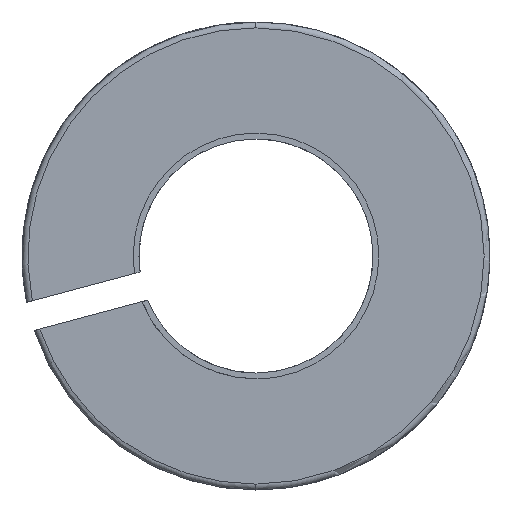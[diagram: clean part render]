
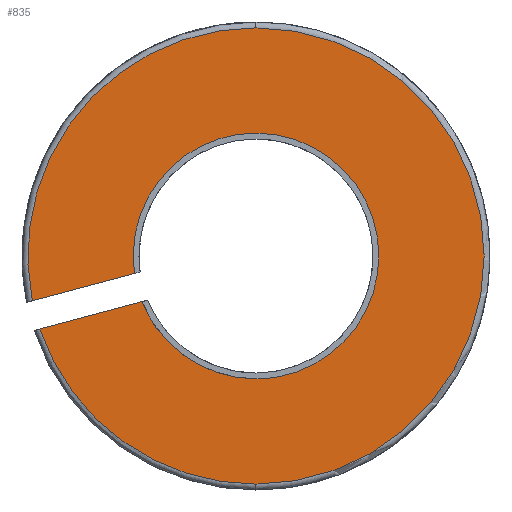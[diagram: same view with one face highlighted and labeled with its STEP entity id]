
A CAD part, left-side view. The second image highlights one B-rep face of the part: STEP entity #835.
In plain terms, the highlighted planar face has unit normal (-1, 0, 0).
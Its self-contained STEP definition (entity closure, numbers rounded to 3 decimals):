
#274=AXIS2_PLACEMENT_3D('Circle Axis2P3D',#272,#273,$) ;
#291=AXIS2_PLACEMENT_3D('Circle Axis2P3D',#289,#290,$) ;
#749=AXIS2_PLACEMENT_3D('Circle Axis2P3D',#747,#748,$) ;
#762=AXIS2_PLACEMENT_3D('Plane Axis2P3D',#759,#760,#761) ;
#262=CARTESIAN_POINT('Vertex',(0.,0.,-7.8)) ;
#269=CARTESIAN_POINT('Vertex',(0.,0.,7.8)) ;
#272=CARTESIAN_POINT('Axis2P3D Location',(0.,0.,0.)) ;
#289=CARTESIAN_POINT('Axis2P3D Location',(0.,0.,0.)) ;
#293=CARTESIAN_POINT('Vertex',(0.,7.389,-2.498)) ;
#336=CARTESIAN_POINT('Line Origine',(0.,5.644,-2.03)) ;
#340=CARTESIAN_POINT('Vertex',(0.,3.899,-1.562)) ;
#611=CARTESIAN_POINT('Vertex',(0.,4.157,-0.596)) ;
#614=CARTESIAN_POINT('Line Origine',(0.,5.903,-1.064)) ;
#618=CARTESIAN_POINT('Vertex',(0.,7.648,-1.532)) ;
#747=CARTESIAN_POINT('Axis2P3D Location',(0.,0.,0.)) ;
#759=CARTESIAN_POINT('Axis2P3D Location',(0.,0.,-4.)) ;
#765=CARTESIAN_POINT('Control Point',(0.,4.157,-0.596)) ;
#766=CARTESIAN_POINT('Control Point',(0.,4.214,-0.199)) ;
#767=CARTESIAN_POINT('Control Point',(0.,4.224,0.206)) ;
#768=CARTESIAN_POINT('Control Point',(0.,4.185,0.609)) ;
#769=CARTESIAN_POINT('Control Point',(0.,4.011,1.399)) ;
#770=CARTESIAN_POINT('Control Point',(0.,3.656,2.126)) ;
#771=CARTESIAN_POINT('Control Point',(0.,3.435,2.466)) ;
#772=CARTESIAN_POINT('Control Point',(0.,2.918,3.088)) ;
#773=CARTESIAN_POINT('Control Point',(0.,2.268,3.569)) ;
#774=CARTESIAN_POINT('Control Point',(0.,1.916,3.77)) ;
#775=CARTESIAN_POINT('Control Point',(0.,1.325,4.018)) ;
#776=CARTESIAN_POINT('Control Point',(0.,0.702,4.151)) ;
#777=CARTESIAN_POINT('Control Point',(0.,0.469,4.184)) ;
#778=CARTESIAN_POINT('Control Point',(0.,0.234,4.2)) ;
#779=CARTESIAN_POINT('Control Point',(0.,0.,4.2)) ;
#780=CARTESIAN_POINT('Vertex',(0.,0.,4.2)) ;
#784=CARTESIAN_POINT('Control Point',(0.,0.,4.2)) ;
#785=CARTESIAN_POINT('Control Point',(0.,-0.402,4.2)) ;
#786=CARTESIAN_POINT('Control Point',(0.,-0.803,4.152)) ;
#787=CARTESIAN_POINT('Control Point',(0.,-1.197,4.056)) ;
#788=CARTESIAN_POINT('Control Point',(0.,-1.954,3.772)) ;
#789=CARTESIAN_POINT('Control Point',(0.,-2.623,3.317)) ;
#790=CARTESIAN_POINT('Control Point',(0.,-2.929,3.05)) ;
#791=CARTESIAN_POINT('Control Point',(0.,-3.471,2.45)) ;
#792=CARTESIAN_POINT('Control Point',(0.,-3.855,1.738)) ;
#793=CARTESIAN_POINT('Control Point',(0.,-4.004,1.361)) ;
#794=CARTESIAN_POINT('Control Point',(0.,-4.208,0.578)) ;
#795=CARTESIAN_POINT('Control Point',(0.,-4.223,-0.231)) ;
#796=CARTESIAN_POINT('Control Point',(0.,-4.181,-0.634)) ;
#797=CARTESIAN_POINT('Control Point',(0.,-4.003,-1.423)) ;
#798=CARTESIAN_POINT('Control Point',(0.,-3.643,-2.148)) ;
#799=CARTESIAN_POINT('Control Point',(0.,-3.421,-2.487)) ;
#800=CARTESIAN_POINT('Control Point',(0.,-2.899,-3.105)) ;
#801=CARTESIAN_POINT('Control Point',(0.,-2.247,-3.583)) ;
#802=CARTESIAN_POINT('Control Point',(0.,-1.893,-3.782)) ;
#803=CARTESIAN_POINT('Control Point',(0.,-1.306,-4.024)) ;
#804=CARTESIAN_POINT('Control Point',(0.,-0.687,-4.153)) ;
#805=CARTESIAN_POINT('Control Point',(0.,-0.459,-4.184)) ;
#806=CARTESIAN_POINT('Control Point',(0.,-0.229,-4.2)) ;
#807=CARTESIAN_POINT('Control Point',(0.,0.,-4.2)) ;
#808=CARTESIAN_POINT('Vertex',(0.,0.,-4.2)) ;
#812=CARTESIAN_POINT('Control Point',(0.,0.,-4.2)) ;
#813=CARTESIAN_POINT('Control Point',(0.,0.402,-4.2)) ;
#814=CARTESIAN_POINT('Control Point',(0.,0.803,-4.152)) ;
#815=CARTESIAN_POINT('Control Point',(0.,1.197,-4.056)) ;
#816=CARTESIAN_POINT('Control Point',(0.,1.954,-3.772)) ;
#817=CARTESIAN_POINT('Control Point',(0.,2.623,-3.317)) ;
#818=CARTESIAN_POINT('Control Point',(0.,2.929,-3.05)) ;
#819=CARTESIAN_POINT('Control Point',(0.,3.332,-2.603)) ;
#820=CARTESIAN_POINT('Control Point',(0.,3.648,-2.095)) ;
#821=CARTESIAN_POINT('Control Point',(0.,3.742,-1.922)) ;
#822=CARTESIAN_POINT('Control Point',(0.,3.826,-1.744)) ;
#823=CARTESIAN_POINT('Control Point',(0.,3.899,-1.562)) ;
#273=DIRECTION('Axis2P3D Direction',(-1.,0.,0.)) ;
#290=DIRECTION('Axis2P3D Direction',(-1.,0.,0.)) ;
#337=DIRECTION('Vector Direction',(0.,0.966,-0.259)) ;
#615=DIRECTION('Vector Direction',(0.,-0.966,0.259)) ;
#748=DIRECTION('Axis2P3D Direction',(-1.,0.,0.)) ;
#760=DIRECTION('Axis2P3D Direction',(-1.,0.,0.)) ;
#761=DIRECTION('Axis2P3D XDirection',(0.,1.,0.)) ;
#338=VECTOR('Line Direction',#337,1.) ;
#616=VECTOR('Line Direction',#615,1.) ;
#826=ORIENTED_EDGE('',*,*,#782,.T.) ;
#827=ORIENTED_EDGE('',*,*,#810,.T.) ;
#828=ORIENTED_EDGE('',*,*,#824,.T.) ;
#829=ORIENTED_EDGE('',*,*,#342,.T.) ;
#830=ORIENTED_EDGE('',*,*,#295,.T.) ;
#831=ORIENTED_EDGE('',*,*,#276,.T.) ;
#832=ORIENTED_EDGE('',*,*,#751,.T.) ;
#833=ORIENTED_EDGE('',*,*,#620,.T.) ;
#835=ADVANCED_FACE('',(#834),#763,.T.) ;
#764=B_SPLINE_CURVE_WITH_KNOTS('',5,(#765,#766,#767,#768,#769,#770,#771,#772,#773,#774,#775,#776,#777,#778,#779),.UNSPECIFIED.,.F.,.U.,(6,3,3,3,6),(0.,2.84,5.679,8.519,10.176),.UNSPECIFIED.) ;
#783=B_SPLINE_CURVE_WITH_KNOTS('',5,(#784,#785,#786,#787,#788,#789,#790,#791,#792,#793,#794,#795,#796,#797,#798,#799,#800,#801,#802,#803,#804,#805,#806,#807),.UNSPECIFIED.,.F.,.U.,(6,3,3,3,3,3,3,6),(0.,2.84,5.679,8.519,11.359,14.198,17.038,18.66),.UNSPECIFIED.) ;
#811=B_SPLINE_CURVE_WITH_KNOTS('',5,(#812,#813,#814,#815,#816,#817,#818,#819,#820,#821,#822,#823),.UNSPECIFIED.,.F.,.U.,(6,3,3,6),(0.,2.84,5.679,7.065),.UNSPECIFIED.) ;
#275=CIRCLE('generated circle',#274,7.8) ;
#292=CIRCLE('generated circle',#291,7.8) ;
#750=CIRCLE('generated circle',#749,7.8) ;
#276=EDGE_CURVE('',#263,#270,#275,.T.) ;
#295=EDGE_CURVE('',#294,#263,#292,.T.) ;
#342=EDGE_CURVE('',#341,#294,#339,.T.) ;
#620=EDGE_CURVE('',#619,#612,#617,.T.) ;
#751=EDGE_CURVE('',#270,#619,#750,.T.) ;
#782=EDGE_CURVE('',#612,#781,#764,.T.) ;
#810=EDGE_CURVE('',#781,#809,#783,.T.) ;
#824=EDGE_CURVE('',#809,#341,#811,.T.) ;
#825=EDGE_LOOP('',(#826,#827,#828,#829,#830,#831,#832,#833)) ;
#834=FACE_OUTER_BOUND('',#825,.T.) ;
#339=LINE('Line',#336,#338) ;
#617=LINE('Line',#614,#616) ;
#763=PLANE('Plane',#762) ;
#263=VERTEX_POINT('',#262) ;
#270=VERTEX_POINT('',#269) ;
#294=VERTEX_POINT('',#293) ;
#341=VERTEX_POINT('',#340) ;
#612=VERTEX_POINT('',#611) ;
#619=VERTEX_POINT('',#618) ;
#781=VERTEX_POINT('',#780) ;
#809=VERTEX_POINT('',#808) ;
